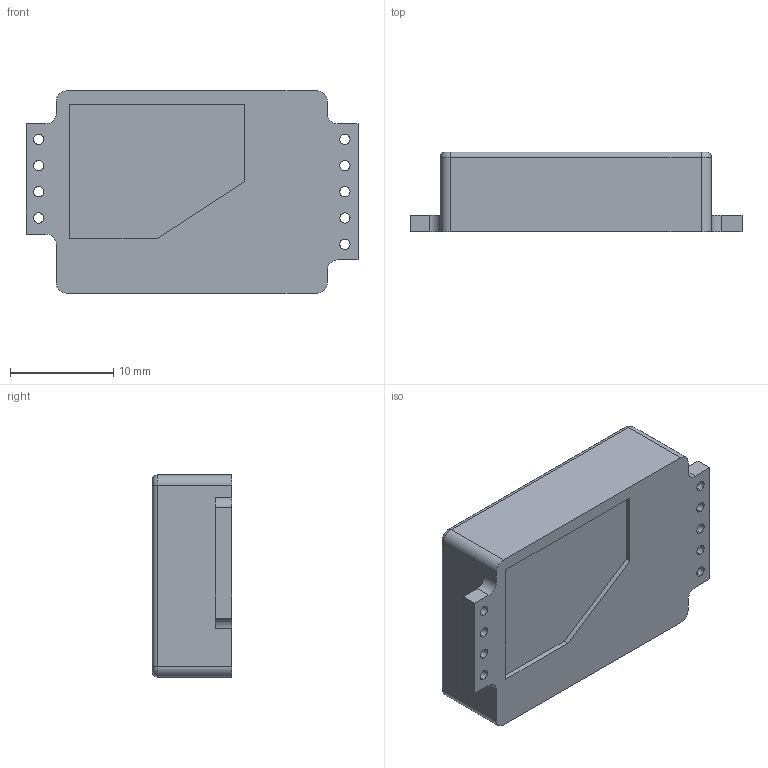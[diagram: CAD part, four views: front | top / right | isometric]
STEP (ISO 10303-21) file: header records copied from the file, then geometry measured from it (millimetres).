
FILE_DESCRIPTION (( 'STEP AP214' ), '1' );
FILE_NAME ('9CF5FFD7-AAF5-479C-9862-906B718FBF31.STEP', '2023-05-15T11:54:33', ( '' ), ( '' ), 'SwSTEP 2.0', 'SolidWorks 2022', '' );
FILE_SCHEMA (( 'AUTOMOTIVE_DESIGN' ));
Length unit declared in the file: millimetre
Products named in the file (1): 9CF5FFD7-AAF5-479C-9862-906B718FBF31
Bounding box: 32.2 x 7.7 x 19.6 mm (x, y, z)
Volume: 3961.9 mm3; surface area: 1921.6 mm2
Topology: 1 solids, 1 shells, 54 faces, 145 edges, 94 vertices
Faces by surface type: cylinder 30, plane 20, torus 4
Entity records: 1977 total; most frequent: DIRECTION 319, CARTESIAN_POINT 294, ORIENTED_EDGE 290, EDGE_CURVE 145, AXIS2_PLACEMENT_3D 119, VERTEX_POINT 94, VECTOR 81, LINE 81
